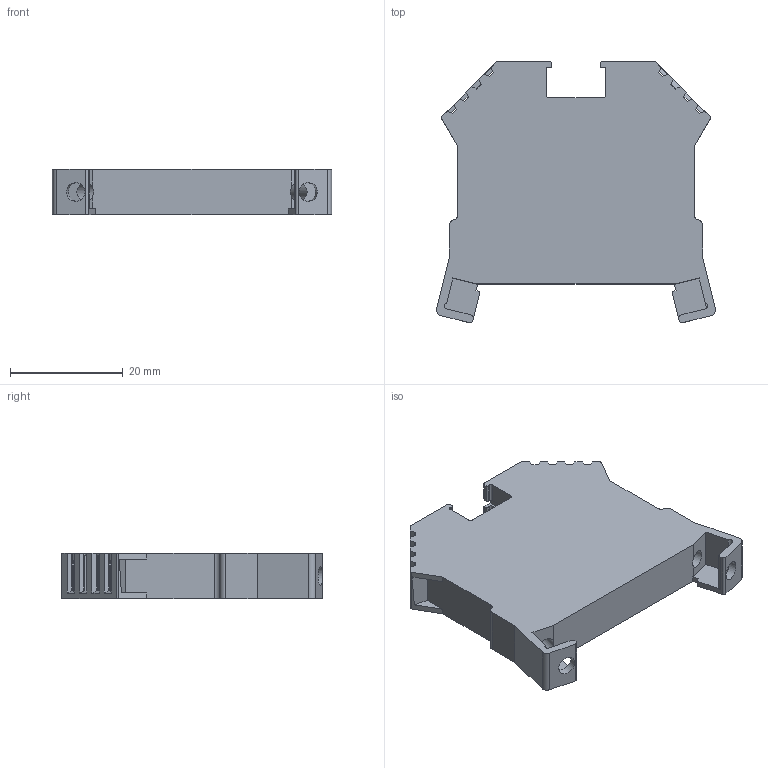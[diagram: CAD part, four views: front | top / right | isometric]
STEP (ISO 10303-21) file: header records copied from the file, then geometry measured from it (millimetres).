
FILE_DESCRIPTION(/* description */ (''),/* implementation_level */ '2;1');
FILE_NAME(/* name */ '2826_ES35_2_K_iso.stp',/* time_stamp */ '2011-07-27T14:15:01+02:00',/* author */ (''),/* organization */ (''),/* preprocessor_version */ 'ST-DEVELOPER v11',/* originating_system */ 'SIEMENS UGS NX 6.0',/* authorisation */ '');
FILE_SCHEMA (('CONFIG_CONTROL_DESIGN'));
Length unit declared in the file: millimetre
Products named in the file (1): 2826_ES35_2_K_iso
Bounding box: 49.61 x 46.49 x 8 mm (x, y, z)
Surface area: 6673.5 mm2 (no closed solid volume)
Topology: 0 solids, 1 shells, 242 faces, 713 edges, 463 vertices
Faces by surface type: plane 179, cylinder 63
Full cylindrical faces by diameter (mm): 3.1 x2, 3.4 x2, 5.8 x2, 6.2 x2
Entity records: 8071 total; most frequent: CARTESIAN_POINT 1411, ORIENTED_EDGE 1406, DIRECTION 1319, EDGE_CURVE 703, LINE 573, VECTOR 573, VERTEX_POINT 465, AXIS2_PLACEMENT_3D 373
